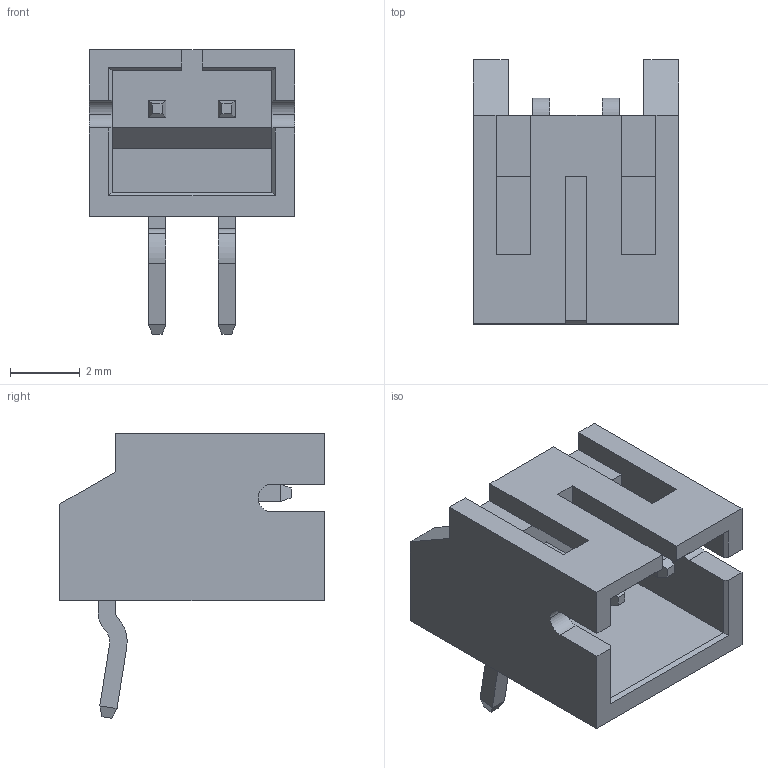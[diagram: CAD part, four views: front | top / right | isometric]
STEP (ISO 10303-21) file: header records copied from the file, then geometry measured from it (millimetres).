
FILE_DESCRIPTION(('FreeCAD Model'),'2;1');
FILE_NAME('Open CASCADE Shape Model','2025-12-04T20:27:29',(''),(''), 'Open CASCADE STEP processor 7.8','FreeCAD','Unknown');
FILE_SCHEMA(('AUTOMOTIVE_DESIGN { 1 0 10303 214 1 1 1 1 }'));
Length unit declared in the file: millimetre
Products named in the file (5): Assembly; S2B-PH-K-S(LF)(SN)003; S2B-PH-K-S(LF)(SN); S2B-PH-K-S(LF)(SN)001; S2B-PH-K-S(LF)(SN)002
Assembly tree (4 placements, depth 3):
  Assembly
    S2B-PH-K-S(LF)(SN)003
      S2B-PH-K-S(LF)(SN)
      S2B-PH-K-S(LF)(SN)001
      S2B-PH-K-S(LF)(SN)002
Bounding box: 5.9 x 7.6 x 8.18 mm (x, y, z)
Volume: 104.2 mm3; surface area: 336.9 mm2
Topology: 3 solids, 3 shells, 99 faces, 269 edges, 172 vertices
Faces by surface type: plane 85, cylinder 14
Entity records: 3182 total; most frequent: CARTESIAN_POINT 545, ORIENTED_EDGE 538, DIRECTION 505, EDGE_CURVE 269, LINE 241, VECTOR 241, VERTEX_POINT 172, AXIS2_PLACEMENT_3D 132
